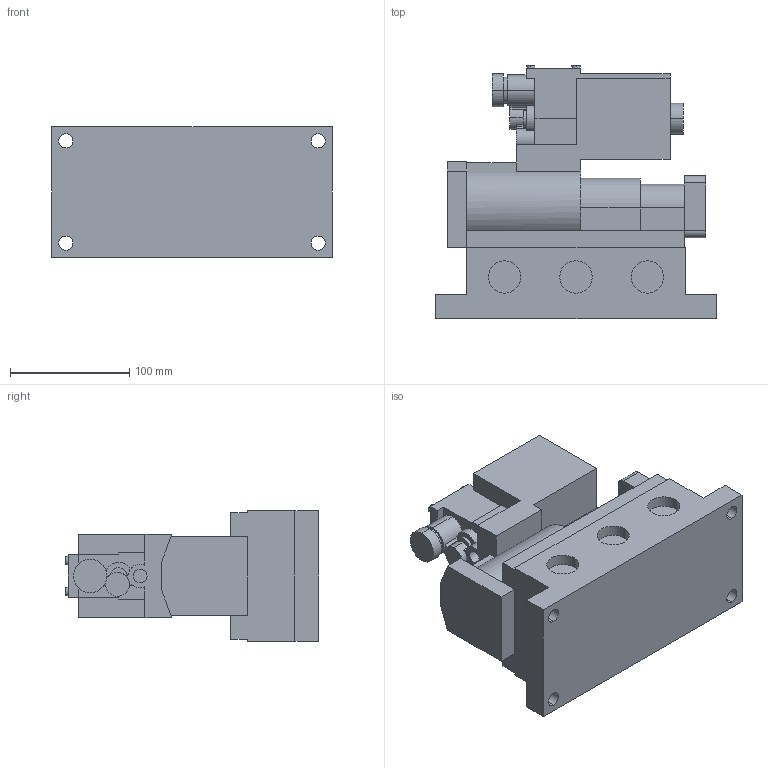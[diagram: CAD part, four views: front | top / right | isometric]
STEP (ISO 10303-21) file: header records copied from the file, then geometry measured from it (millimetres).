
FILE_DESCRIPTION (( 'STEP AP214' ), '1' );
FILE_NAME ('MVS2-20A.STEP', '2025-09-02T08:03:47', ( '' ), ( '' ), 'SwSTEP 2.0', 'SolidWorks 2023', '' );
FILE_SCHEMA (( 'AUTOMOTIVE_DESIGN' ));
Length unit declared in the file: millimetre
Products named in the file (1): MVS2-20A
Bounding box: 236 x 213 x 110 mm (x, y, z)
Volume: 2683141.6 mm3; surface area: 187227 mm2
Topology: 1 solids, 1 shells, 143 faces, 376 edges, 248 vertices
Faces by surface type: plane 84, cylinder 59
Entity records: 4475 total; most frequent: DIRECTION 794, CARTESIAN_POINT 768, ORIENTED_EDGE 752, EDGE_CURVE 376, AXIS2_PLACEMENT_3D 274, VERTEX_POINT 248, VECTOR 246, LINE 246
